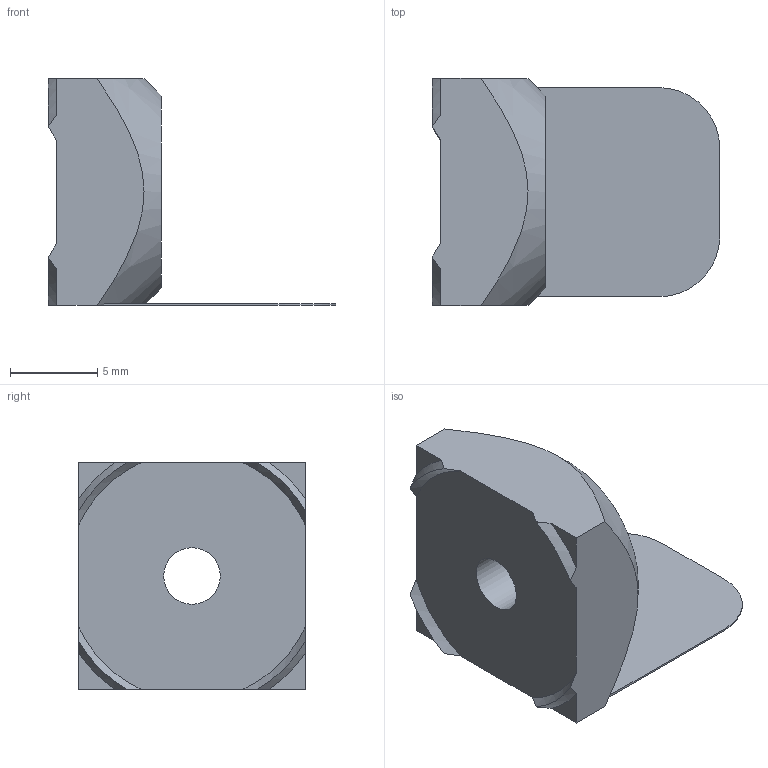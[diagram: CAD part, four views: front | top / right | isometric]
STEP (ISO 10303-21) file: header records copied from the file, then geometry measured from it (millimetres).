
FILE_DESCRIPTION(/* description */ ('Matice 45 s pružinou'),/* implementation_level */ '2;1');
FILE_NAME(/* name */ '210402ESD.stp',/* time_stamp */ '2014-07-23T10:15:26+02:00',/* author */ ('Veronikaf'),/* organization */ (''),/* preprocessor_version */ 'ST-DEVELOPER v15.2',/* originating_system */ 'Autodesk Inventor 2014',/* authorisation */ '');
FILE_SCHEMA (('AUTOMOTIVE_DESIGN { 1 0 10303 214 3 1 1 }'));
Length unit declared in the file: millimetre
Products named in the file (1): 210402ESD
Bounding box: 16.5 x 13 x 13 mm (x, y, z)
Volume: 895.8 mm3; surface area: 908.5 mm2
Topology: 1 solids, 1 shells, 26 faces, 73 edges, 49 vertices
Faces by surface type: plane 14, cone 9, cylinder 3
Full cylindrical faces by diameter (mm): 3.242 x1
Entity records: 820 total; most frequent: CARTESIAN_POINT 191, ORIENTED_EDGE 138, DIRECTION 118, EDGE_CURVE 69, VERTEX_POINT 47, AXIS2_PLACEMENT_3D 46, EDGE_LOOP 30, LINE 26
